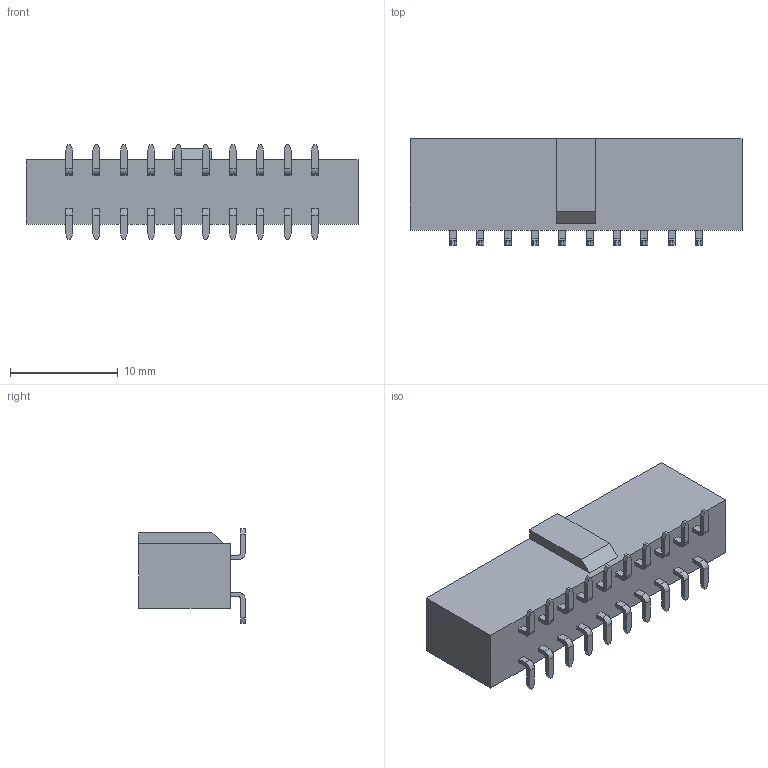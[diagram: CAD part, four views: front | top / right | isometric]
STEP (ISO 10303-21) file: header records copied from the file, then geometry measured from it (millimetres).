
FILE_DESCRIPTION( ('This file contains a STEP AP42 implementation' ,'as created by ZW3D STEP Interface translator.') ,'2;1' );
FILE_NAME( '2185-2XXMXXCYNX5.stp' ,'23 5 4.151124', (''), ('ZWCAD Software Co.'), 'Version 1.0', 'ZW3D to STEP translator', '' );
FILE_SCHEMA(('AUTOMOTIVE_DESIGN { 1 0 10303 214 1 1 1 1 }'));
Length unit declared in the file: millimetre
Products named in the file (2): 0; 2185-220MXXCYNX3
Bounding box: 30.88 x 9.9 x 8.8 mm (x, y, z)
Volume: 1419.5 mm3; surface area: 2112.3 mm2
Topology: 1 solids, 9 shells, 1122 faces, 2940 edges, 1876 vertices
Faces by surface type: plane 962, cylinder 80, bspline 80
Entity records: 44108 total; most frequent: CARTESIAN_POINT 20609, ORIENTED_EDGE 5880, EDGE_CURVE 2940, DIRECTION 2656, B_SPLINE_CURVE_WITH_KNOTS 2370, VERTEX_POINT 1876, EDGE_LOOP 1162, FACE_OUTER_BOUND 1122
